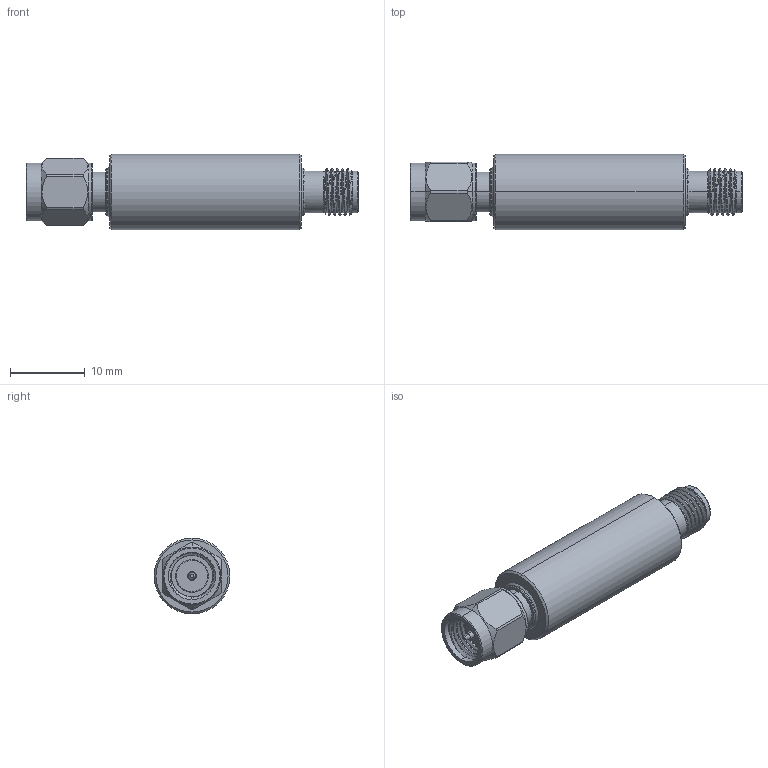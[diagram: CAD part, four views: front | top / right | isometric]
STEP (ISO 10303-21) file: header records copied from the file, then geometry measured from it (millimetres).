
FILE_DESCRIPTION (( 'STEP AP214' ), '1' );
FILE_NAME ('SA18L-60_3D.step', '2023-09-27T14:42:33', ( '' ), ( '' ), 'SwSTEP 2.0', 'SolidWorks 2022', '' );
FILE_SCHEMA (( 'AUTOMOTIVE_DESIGN' ));
Length unit declared in the file: inch
Products named in the file (1): SA18L-60_3D
Bounding box: 44.45 x 10.16 x 10.16 mm (x, y, z)
Volume: 2656.8 mm3; surface area: 1683.5 mm2
Topology: 1 solids, 1 shells, 122 faces, 285 edges, 177 vertices
Faces by surface type: cylinder 59, cone 33, plane 20, bspline 8, torus 2
Entity records: 6431 total; most frequent: CARTESIAN_POINT 3769, ORIENTED_EDGE 570, DIRECTION 526, EDGE_CURVE 285, AXIS2_PLACEMENT_3D 216, VERTEX_POINT 177, EDGE_LOOP 134, ADVANCED_FACE 122
